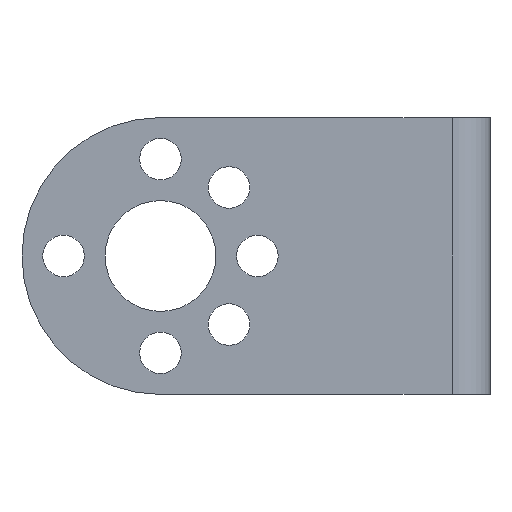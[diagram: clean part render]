
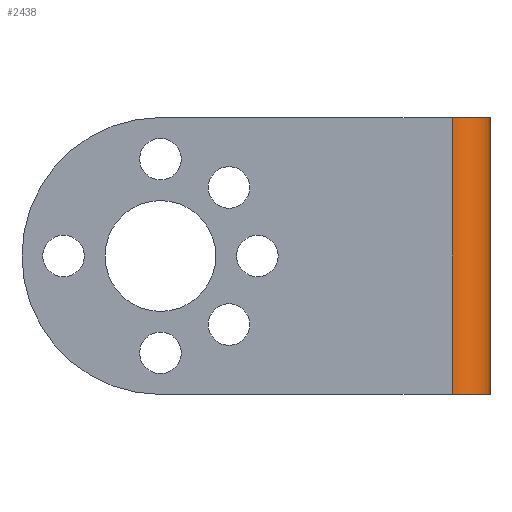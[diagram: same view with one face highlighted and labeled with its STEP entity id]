
A CAD part, left-side view. The second image highlights one B-rep face of the part: STEP entity #2438.
In plain terms, the highlighted cylindrical face has radius 2.737 mm (diameter 5.473 mm), a partial arc.
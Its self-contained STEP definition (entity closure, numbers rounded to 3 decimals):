
#18 = CIRCLE ( 'NONE', #1869, 2.737 ) ;
#257 = VERTEX_POINT ( 'NONE', #2761 ) ;
#373 = VERTEX_POINT ( 'NONE', #3065 ) ;
#498 = LINE ( 'NONE', #1739, #886 ) ;
#556 = CARTESIAN_POINT ( 'NONE',  ( -11.343, -10.854, 0. ) ) ;
#645 = VECTOR ( 'NONE', #2831, 1000. ) ;
#693 = CARTESIAN_POINT ( 'NONE',  ( -11.343, -8.118, 20. ) ) ;
#736 = DIRECTION ( 'NONE',  ( 0., 0., -1. ) ) ;
#749 = CARTESIAN_POINT ( 'NONE',  ( -14.079, -8.118, 20. ) ) ;
#769 = AXIS2_PLACEMENT_3D ( 'NONE', #3028, #2813, #1121 ) ;
#864 = DIRECTION ( 'NONE',  ( 0., 0., 1. ) ) ;
#886 = VECTOR ( 'NONE', #736, 1000. ) ;
#1033 = AXIS2_PLACEMENT_3D ( 'NONE', #693, #1686, #2484 ) ;
#1121 = DIRECTION ( 'NONE',  ( 1., 0., 0. ) ) ;
#1195 = ORIENTED_EDGE ( 'NONE', *, *, #3305, .T. ) ;
#1314 = LINE ( 'NONE', #2094, #645 ) ;
#1686 = DIRECTION ( 'NONE',  ( 0., 0., -1. ) ) ;
#1739 = CARTESIAN_POINT ( 'NONE',  ( -14.079, -8.118, 20. ) ) ;
#1759 = CYLINDRICAL_SURFACE ( 'NONE', #1033, 2.737 ) ;
#1799 = FACE_OUTER_BOUND ( 'NONE', #3036, .T. ) ;
#1836 = ORIENTED_EDGE ( 'NONE', *, *, #2770, .F. ) ;
#1869 = AXIS2_PLACEMENT_3D ( 'NONE', #2141, #864, #2902 ) ;
#2094 = CARTESIAN_POINT ( 'NONE',  ( -11.343, -10.854, 20. ) ) ;
#2141 = CARTESIAN_POINT ( 'NONE',  ( -11.343, -8.118, 20. ) ) ;
#2144 = CIRCLE ( 'NONE', #769, 2.737 ) ;
#2285 = ORIENTED_EDGE ( 'NONE', *, *, #2602, .T. ) ;
#2438 = ADVANCED_FACE ( 'NONE', ( #1799 ), #1759, .T. ) ;
#2478 = ORIENTED_EDGE ( 'NONE', *, *, #2711, .F. ) ;
#2484 = DIRECTION ( 'NONE',  ( -1., 0., 0. ) ) ;
#2602 = EDGE_CURVE ( 'NONE', #3005, #257, #498, .T. ) ;
#2711 = EDGE_CURVE ( 'NONE', #373, #3076, #1314, .T. ) ;
#2761 = CARTESIAN_POINT ( 'NONE',  ( -14.079, -8.118, 0. ) ) ;
#2770 = EDGE_CURVE ( 'NONE', #3005, #373, #18, .T. ) ;
#2813 = DIRECTION ( 'NONE',  ( 0., 0., 1. ) ) ;
#2831 = DIRECTION ( 'NONE',  ( 0., 0., -1. ) ) ;
#2902 = DIRECTION ( 'NONE',  ( 1., 0., 0. ) ) ;
#3005 = VERTEX_POINT ( 'NONE', #749 ) ;
#3028 = CARTESIAN_POINT ( 'NONE',  ( -11.343, -8.118, 0. ) ) ;
#3036 = EDGE_LOOP ( 'NONE', ( #1195, #2478, #1836, #2285 ) ) ;
#3065 = CARTESIAN_POINT ( 'NONE',  ( -11.343, -10.854, 20. ) ) ;
#3076 = VERTEX_POINT ( 'NONE', #556 ) ;
#3305 = EDGE_CURVE ( 'NONE', #257, #3076, #2144, .T. ) ;
